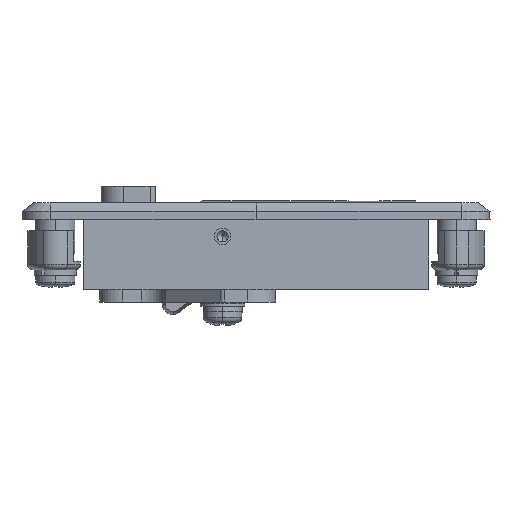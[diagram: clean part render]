
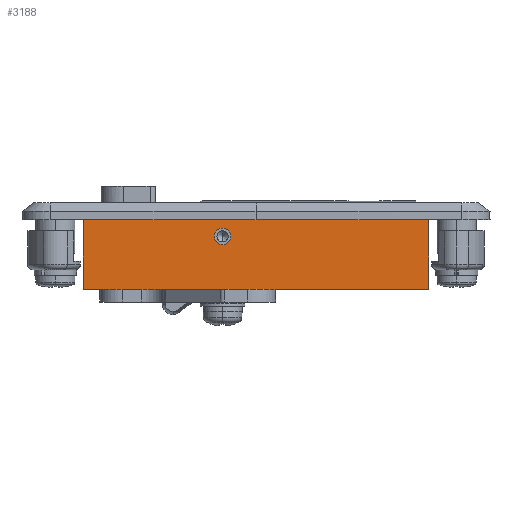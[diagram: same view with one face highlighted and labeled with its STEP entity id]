
A CAD part, left-side view. The second image highlights one B-rep face of the part: STEP entity #3188.
In plain terms, the highlighted planar face has unit normal (-1, 0, 0).
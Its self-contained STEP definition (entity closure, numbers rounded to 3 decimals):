
#1228 = CARTESIAN_POINT ( 'NONE',  ( -11.5, -37., -12.5 ) ) ;
#1346 = VECTOR ( 'NONE', #9063, 1000. ) ;
#1575 = ORIENTED_EDGE ( 'NONE', *, *, #8598, .T. ) ;
#1675 = VERTEX_POINT ( 'NONE', #8013 ) ;
#2228 = DIRECTION ( 'NONE',  ( 0., 0., -1. ) ) ;
#2229 = CARTESIAN_POINT ( 'NONE',  ( -11.5, -37., 0. ) ) ;
#2310 = EDGE_CURVE ( 'NONE', #11577, #11963, #8821, .T. ) ;
#2516 = LINE ( 'NONE', #1228, #8510 ) ;
#2545 = DIRECTION ( 'NONE',  ( 0., 0., -1. ) ) ;
#2956 = CARTESIAN_POINT ( 'NONE',  ( -11.5, -37., -12.5 ) ) ;
#3178 = AXIS2_PLACEMENT_3D ( 'NONE', #5135, #3826, #2545 ) ;
#3188 = ADVANCED_FACE ( 'NONE', ( #10930, #11571 ), #10386, .F. ) ;
#3413 = ORIENTED_EDGE ( 'NONE', *, *, #9948, .T. ) ;
#3510 = DIRECTION ( 'NONE',  ( 1., 0., 0. ) ) ;
#3552 = CARTESIAN_POINT ( 'NONE',  ( -11.5, 25., -12.5 ) ) ;
#3826 = DIRECTION ( 'NONE',  ( 1., 0., 0. ) ) ;
#4796 = CARTESIAN_POINT ( 'NONE',  ( -11.5, 0., -3. ) ) ;
#5069 = VERTEX_POINT ( 'NONE', #8434 ) ;
#5135 = CARTESIAN_POINT ( 'NONE',  ( -11.5, 0., -3. ) ) ;
#5278 = DIRECTION ( 'NONE',  ( 0., 0., -1. ) ) ;
#5421 = ORIENTED_EDGE ( 'NONE', *, *, #10300, .F. ) ;
#5665 = VERTEX_POINT ( 'NONE', #9168 ) ;
#5851 = CIRCLE ( 'NONE', #3178, 1.5 ) ;
#6262 = DIRECTION ( 'NONE',  ( 0., 1., 0. ) ) ;
#6383 = DIRECTION ( 'NONE',  ( 0., 0., 1. ) ) ;
#6561 = DIRECTION ( 'NONE',  ( 1., 0., 0. ) ) ;
#6606 = AXIS2_PLACEMENT_3D ( 'NONE', #4796, #3510, #2228 ) ;
#6739 = EDGE_LOOP ( 'NONE', ( #1575, #10148 ) ) ;
#7496 = EDGE_LOOP ( 'NONE', ( #11087, #5421, #12240, #3413 ) ) ;
#7527 = CARTESIAN_POINT ( 'NONE',  ( -11.5, -37., -12.5 ) ) ;
#7650 = CARTESIAN_POINT ( 'NONE',  ( -11.5, 25., -12.5 ) ) ;
#7839 = CARTESIAN_POINT ( 'NONE',  ( -11.5, -37., -12.5 ) ) ;
#8013 = CARTESIAN_POINT ( 'NONE',  ( -11.5, 0., -4.5 ) ) ;
#8434 = CARTESIAN_POINT ( 'NONE',  ( -11.5, 0., -1.5 ) ) ;
#8510 = VECTOR ( 'NONE', #12466, 1000. ) ;
#8512 = CIRCLE ( 'NONE', #6606, 1.5 ) ;
#8598 = EDGE_CURVE ( 'NONE', #1675, #5069, #5851, .T. ) ;
#8821 = LINE ( 'NONE', #7527, #10280 ) ;
#8952 = LINE ( 'NONE', #7650, #11416 ) ;
#9063 = DIRECTION ( 'NONE',  ( 0., 1., 0. ) ) ;
#9168 = CARTESIAN_POINT ( 'NONE',  ( -11.5, 25., 0. ) ) ;
#9504 = VERTEX_POINT ( 'NONE', #2229 ) ;
#9948 = EDGE_CURVE ( 'NONE', #11577, #9504, #2516, .T. ) ;
#10148 = ORIENTED_EDGE ( 'NONE', *, *, #11028, .T. ) ;
#10280 = VECTOR ( 'NONE', #6262, 1000. ) ;
#10300 = EDGE_CURVE ( 'NONE', #11963, #5665, #8952, .T. ) ;
#10325 = CARTESIAN_POINT ( 'NONE',  ( -11.5, -37., 0. ) ) ;
#10386 = PLANE ( 'NONE',  #12222 ) ;
#10930 = FACE_BOUND ( 'NONE', #6739, .T. ) ;
#11028 = EDGE_CURVE ( 'NONE', #5069, #1675, #8512, .T. ) ;
#11087 = ORIENTED_EDGE ( 'NONE', *, *, #12482, .T. ) ;
#11416 = VECTOR ( 'NONE', #6383, 1000. ) ;
#11571 = FACE_OUTER_BOUND ( 'NONE', #7496, .T. ) ;
#11577 = VERTEX_POINT ( 'NONE', #2956 ) ;
#11599 = LINE ( 'NONE', #10325, #1346 ) ;
#11963 = VERTEX_POINT ( 'NONE', #3552 ) ;
#12222 = AXIS2_PLACEMENT_3D ( 'NONE', #7839, #6561, #5278 ) ;
#12240 = ORIENTED_EDGE ( 'NONE', *, *, #2310, .F. ) ;
#12466 = DIRECTION ( 'NONE',  ( 0., 0., 1. ) ) ;
#12482 = EDGE_CURVE ( 'NONE', #9504, #5665, #11599, .T. ) ;
